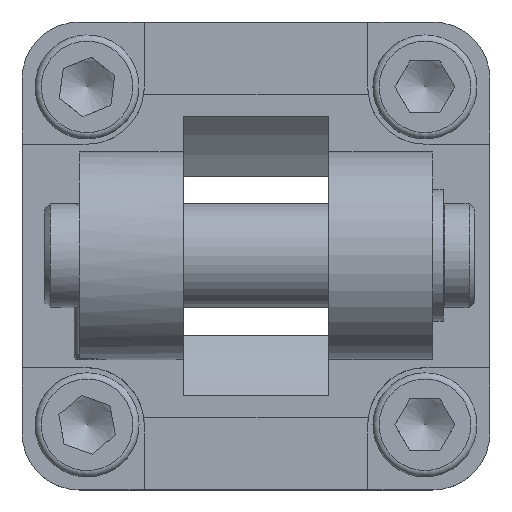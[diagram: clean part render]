
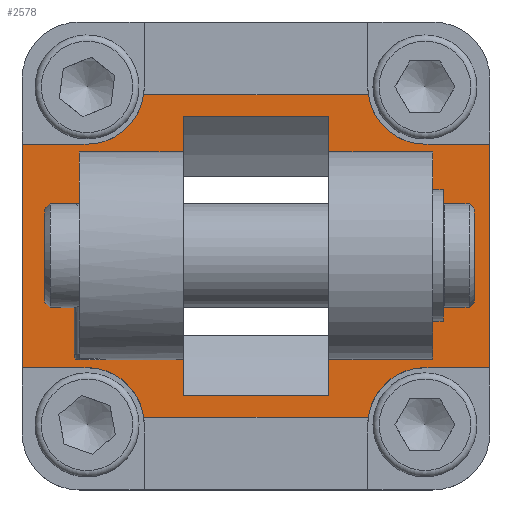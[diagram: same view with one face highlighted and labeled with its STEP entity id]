
A CAD part, top view. The second image highlights one B-rep face of the part: STEP entity #2578.
In plain terms, the highlighted planar face has unit normal (0, 0, 1).
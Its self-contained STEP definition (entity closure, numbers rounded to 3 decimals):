
#122=LINE('',#3972,#298);
#150=LINE('',#4318,#326);
#153=LINE('',#4323,#329);
#155=LINE('',#4333,#331);
#157=LINE('',#4342,#333);
#160=LINE('',#4352,#336);
#161=LINE('',#4354,#337);
#162=LINE('',#4356,#338);
#163=LINE('',#4360,#339);
#164=LINE('',#4364,#340);
#165=LINE('',#4366,#341);
#166=LINE('',#4368,#342);
#167=LINE('',#4372,#343);
#168=LINE('',#4375,#344);
#169=LINE('',#4376,#345);
#170=LINE('',#4378,#346);
#171=LINE('',#4379,#347);
#172=LINE('',#4380,#348);
#173=LINE('',#4382,#349);
#174=LINE('',#4383,#350);
#298=VECTOR('',#3213,20.);
#326=VECTOR('',#3325,10.);
#329=VECTOR('',#3330,20.);
#331=VECTOR('',#3340,14.);
#333=VECTOR('',#3348,14.);
#336=VECTOR('',#3359,6.25);
#337=VECTOR('',#3360,21.5);
#338=VECTOR('',#3361,6.25);
#339=VECTOR('',#3364,21.603);
#340=VECTOR('',#3367,6.25);
#341=VECTOR('',#3368,21.5);
#342=VECTOR('',#3369,6.25);
#343=VECTOR('',#3372,21.603);
#344=VECTOR('',#3375,3.385);
#345=VECTOR('',#3376,10.);
#346=VECTOR('',#3377,10.);
#347=VECTOR('',#3378,3.385);
#348=VECTOR('',#3379,3.385);
#349=VECTOR('',#3380,10.);
#350=VECTOR('',#3381,3.385);
#517=FACE_BOUND('',#831,.T.);
#642=FACE_OUTER_BOUND('',#830,.T.);
#830=EDGE_LOOP('',(#1978,#1979,#1980,#1981,#1982,#1983,#1984,#1985,#1986,
#1987,#1988,#1989));
#831=EDGE_LOOP('',(#1990,#1991,#1992,#1993,#1994,#1995,#1996,#1997,#1998,
#1999,#2000,#2001));
#981=CIRCLE('',#2812,5.5);
#982=CIRCLE('',#2813,5.5);
#983=CIRCLE('',#2814,5.5);
#984=CIRCLE('',#2815,5.5);
#1119=VERTEX_POINT('',#3970);
#1120=VERTEX_POINT('',#3971);
#1166=VERTEX_POINT('',#4315);
#1167=VERTEX_POINT('',#4317);
#1168=VERTEX_POINT('',#4321);
#1171=VERTEX_POINT('',#4330);
#1172=VERTEX_POINT('',#4332);
#1175=VERTEX_POINT('',#4339);
#1176=VERTEX_POINT('',#4341);
#1178=VERTEX_POINT('',#4350);
#1179=VERTEX_POINT('',#4351);
#1180=VERTEX_POINT('',#4353);
#1181=VERTEX_POINT('',#4355);
#1182=VERTEX_POINT('',#4357);
#1183=VERTEX_POINT('',#4359);
#1184=VERTEX_POINT('',#4361);
#1185=VERTEX_POINT('',#4363);
#1186=VERTEX_POINT('',#4365);
#1187=VERTEX_POINT('',#4367);
#1188=VERTEX_POINT('',#4369);
#1189=VERTEX_POINT('',#4371);
#1190=VERTEX_POINT('',#4374);
#1191=VERTEX_POINT('',#4377);
#1192=VERTEX_POINT('',#4381);
#1390=EDGE_CURVE('',#1119,#1120,#122,.T.);
#1455=EDGE_CURVE('',#1167,#1166,#150,.T.);
#1458=EDGE_CURVE('',#1166,#1168,#153,.T.);
#1463=EDGE_CURVE('',#1172,#1171,#155,.T.);
#1467=EDGE_CURVE('',#1176,#1175,#157,.T.);
#1472=EDGE_CURVE('',#1178,#1179,#160,.T.);
#1473=EDGE_CURVE('',#1180,#1179,#161,.T.);
#1474=EDGE_CURVE('',#1180,#1181,#162,.T.);
#1475=EDGE_CURVE('',#1181,#1182,#981,.T.);
#1476=EDGE_CURVE('',#1182,#1183,#163,.T.);
#1477=EDGE_CURVE('',#1183,#1184,#982,.T.);
#1478=EDGE_CURVE('',#1184,#1185,#164,.T.);
#1479=EDGE_CURVE('',#1186,#1185,#165,.T.);
#1480=EDGE_CURVE('',#1186,#1187,#166,.T.);
#1481=EDGE_CURVE('',#1187,#1188,#983,.T.);
#1482=EDGE_CURVE('',#1188,#1189,#167,.T.);
#1483=EDGE_CURVE('',#1189,#1178,#984,.T.);
#1484=EDGE_CURVE('',#1175,#1190,#168,.T.);
#1485=EDGE_CURVE('',#1190,#1119,#169,.T.);
#1486=EDGE_CURVE('',#1120,#1191,#170,.T.);
#1487=EDGE_CURVE('',#1191,#1172,#171,.T.);
#1488=EDGE_CURVE('',#1171,#1167,#172,.T.);
#1489=EDGE_CURVE('',#1168,#1192,#173,.T.);
#1490=EDGE_CURVE('',#1192,#1176,#174,.T.);
#1978=ORIENTED_EDGE('',*,*,#1472,.T.);
#1979=ORIENTED_EDGE('',*,*,#1473,.F.);
#1980=ORIENTED_EDGE('',*,*,#1474,.T.);
#1981=ORIENTED_EDGE('',*,*,#1475,.T.);
#1982=ORIENTED_EDGE('',*,*,#1476,.T.);
#1983=ORIENTED_EDGE('',*,*,#1477,.T.);
#1984=ORIENTED_EDGE('',*,*,#1478,.T.);
#1985=ORIENTED_EDGE('',*,*,#1479,.F.);
#1986=ORIENTED_EDGE('',*,*,#1480,.T.);
#1987=ORIENTED_EDGE('',*,*,#1481,.T.);
#1988=ORIENTED_EDGE('',*,*,#1482,.T.);
#1989=ORIENTED_EDGE('',*,*,#1483,.T.);
#1990=ORIENTED_EDGE('',*,*,#1484,.T.);
#1991=ORIENTED_EDGE('',*,*,#1485,.T.);
#1992=ORIENTED_EDGE('',*,*,#1390,.T.);
#1993=ORIENTED_EDGE('',*,*,#1486,.T.);
#1994=ORIENTED_EDGE('',*,*,#1487,.T.);
#1995=ORIENTED_EDGE('',*,*,#1463,.T.);
#1996=ORIENTED_EDGE('',*,*,#1488,.T.);
#1997=ORIENTED_EDGE('',*,*,#1455,.T.);
#1998=ORIENTED_EDGE('',*,*,#1458,.T.);
#1999=ORIENTED_EDGE('',*,*,#1489,.T.);
#2000=ORIENTED_EDGE('',*,*,#1490,.T.);
#2001=ORIENTED_EDGE('',*,*,#1467,.T.);
#2294=PLANE('',#2811);
#2578=ADVANCED_FACE('',(#642,#517),#2294,.T.);
#2811=AXIS2_PLACEMENT_3D('',#4349,#3357,#3358);
#2812=AXIS2_PLACEMENT_3D('',#4358,#3362,#3363);
#2813=AXIS2_PLACEMENT_3D('',#4362,#3365,#3366);
#2814=AXIS2_PLACEMENT_3D('',#4370,#3370,#3371);
#2815=AXIS2_PLACEMENT_3D('',#4373,#3373,#3374);
#3213=DIRECTION('',(0.,-1.,0.));
#3325=DIRECTION('',(-1.,0.,0.));
#3330=DIRECTION('',(0.,1.,0.));
#3340=DIRECTION('',(-1.,0.,0.));
#3348=DIRECTION('',(1.,0.,0.));
#3357=DIRECTION('center_axis',(0.,0.,1.));
#3358=DIRECTION('ref_axis',(0.,1.,0.));
#3359=DIRECTION('',(-1.,0.,0.));
#3360=DIRECTION('',(0.,1.,0.));
#3361=DIRECTION('',(1.,0.,0.));
#3362=DIRECTION('center_axis',(0.,0.,-1.));
#3363=DIRECTION('ref_axis',(1.,0.,0.));
#3364=DIRECTION('',(1.,0.,0.));
#3365=DIRECTION('center_axis',(0.,0.,-1.));
#3366=DIRECTION('ref_axis',(0.,1.,0.));
#3367=DIRECTION('',(1.,0.,0.));
#3368=DIRECTION('',(0.,-1.,0.));
#3369=DIRECTION('',(-1.,0.,0.));
#3370=DIRECTION('center_axis',(0.,0.,-1.));
#3371=DIRECTION('ref_axis',(-1.,0.,0.));
#3372=DIRECTION('',(-1.,0.,0.));
#3373=DIRECTION('center_axis',(0.,0.,-1.));
#3374=DIRECTION('ref_axis',(0.,-1.,0.));
#3375=DIRECTION('',(0.,-1.,0.));
#3376=DIRECTION('',(1.,0.,0.));
#3377=DIRECTION('',(-1.,0.,0.));
#3378=DIRECTION('',(0.,-1.,0.));
#3379=DIRECTION('',(0.,1.,0.));
#3380=DIRECTION('',(1.,0.,0.));
#3381=DIRECTION('',(0.,1.,0.));
#3970=CARTESIAN_POINT('',(17.,10.,9.));
#3971=CARTESIAN_POINT('',(17.,-10.,9.));
#3972=CARTESIAN_POINT('',(17.,0.,9.));
#4315=CARTESIAN_POINT('',(-17.,-10.,9.));
#4317=CARTESIAN_POINT('',(-7.,-10.,9.));
#4318=CARTESIAN_POINT('',(-8.5,-10.,9.));
#4321=CARTESIAN_POINT('',(-17.,10.,9.));
#4323=CARTESIAN_POINT('',(-17.,0.,9.));
#4330=CARTESIAN_POINT('',(-7.,-13.385,9.));
#4332=CARTESIAN_POINT('',(7.,-13.385,9.));
#4333=CARTESIAN_POINT('',(7.,-13.385,9.));
#4339=CARTESIAN_POINT('',(7.,13.385,9.));
#4341=CARTESIAN_POINT('',(-7.,13.385,9.));
#4342=CARTESIAN_POINT('',(7.,13.385,9.));
#4349=CARTESIAN_POINT('Origin',(0.,0.,
9.));
#4350=CARTESIAN_POINT('',(-16.25,10.75,9.));
#4351=CARTESIAN_POINT('',(-22.5,10.75,9.));
#4352=CARTESIAN_POINT('',(-11.25,10.75,9.));
#4353=CARTESIAN_POINT('',(-22.5,-10.75,9.));
#4354=CARTESIAN_POINT('',(-22.5,17.,9.));
#4355=CARTESIAN_POINT('',(-16.25,-10.75,9.));
#4356=CARTESIAN_POINT('',(-8.125,-10.75,9.));
#4357=CARTESIAN_POINT('',(-10.801,-15.5,9.));
#4358=CARTESIAN_POINT('Origin',(-16.25,-16.25,9.));
#4359=CARTESIAN_POINT('',(10.801,-15.5,9.));
#4360=CARTESIAN_POINT('',(11.25,-15.5,9.));
#4361=CARTESIAN_POINT('',(16.25,-10.75,9.));
#4362=CARTESIAN_POINT('Origin',(16.25,-16.25,9.));
#4363=CARTESIAN_POINT('',(22.5,-10.75,9.));
#4364=CARTESIAN_POINT('',(11.25,-10.75,9.));
#4365=CARTESIAN_POINT('',(22.5,10.75,9.));
#4366=CARTESIAN_POINT('',(22.5,-17.,9.));
#4367=CARTESIAN_POINT('',(16.25,10.75,9.));
#4368=CARTESIAN_POINT('',(8.125,10.75,9.));
#4369=CARTESIAN_POINT('',(10.801,15.5,9.));
#4370=CARTESIAN_POINT('Origin',(16.25,16.25,9.));
#4371=CARTESIAN_POINT('',(-10.801,15.5,9.));
#4372=CARTESIAN_POINT('',(-11.25,15.5,9.));
#4373=CARTESIAN_POINT('Origin',(-16.25,16.25,9.));
#4374=CARTESIAN_POINT('',(7.,10.,9.));
#4375=CARTESIAN_POINT('',(7.,0.,9.));
#4376=CARTESIAN_POINT('',(8.5,10.,9.));
#4377=CARTESIAN_POINT('',(7.,-10.,9.));
#4378=CARTESIAN_POINT('',(8.5,-10.,9.));
#4379=CARTESIAN_POINT('',(7.,0.,9.));
#4380=CARTESIAN_POINT('',(-7.,0.,9.));
#4381=CARTESIAN_POINT('',(-7.,10.,9.));
#4382=CARTESIAN_POINT('',(-8.5,10.,9.));
#4383=CARTESIAN_POINT('',(-7.,0.,9.));
